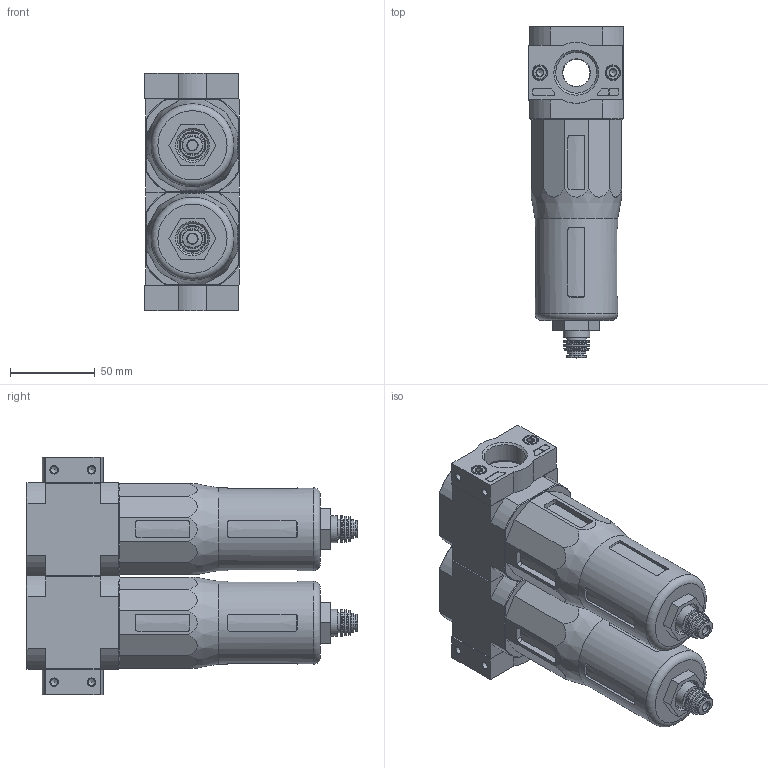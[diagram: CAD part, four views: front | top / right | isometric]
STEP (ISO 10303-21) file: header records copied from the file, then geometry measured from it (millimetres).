
FILE_DESCRIPTION(/* description */ ('STEP AP214'),/* implementation_level */ '2;1');
FILE_NAME(/* name */ '162671_LFMBA-3_4-D-MIDI-A',/* time_stamp */ '2024-09-03T16:50:03+02:00',/* author */ ('License CC BY-ND 4.0'),/* organization */ ('CADENAS'),/* preprocessor_version */ 'ST-DEVELOPER v19.3',/* originating_system */ 'PARTsolutions',/* authorisation */ ' ');
FILE_SCHEMA (('AUTOMOTIVE_DESIGN {1 0 10303 214 3 1 1}'));
Length unit declared in the file: millimetre
Products named in the file (9): 162671 LFMBA-3/4-D-MIDI-A; 380305 PBL-3/4-D-MIDI-L---(1) p1; DIN-912 - M5x18(F); 380307 PBL-3/4-D-MIDI-R---(0) p1; 126042 LFMB-D-MIDI-A; 526489 MS4-LFR-V; 369989 LF-D-MIDI; 126043 LFMA-D-MIDI-A; 351358 FRB-D-MIDI
Assembly tree (14 placements, depth 2):
  162671 LFMBA-3/4-D-MIDI-A
    380305 PBL-3/4-D-MIDI-L---(1) p1
    DIN-912 - M5x18(F)  x4
    380307 PBL-3/4-D-MIDI-R---(0) p1
    126042 LFMB-D-MIDI-A
    526489 MS4-LFR-V  x2
    369989 LF-D-MIDI  x2
    126043 LFMA-D-MIDI-A
    351358 FRB-D-MIDI  x2
Bounding box: 55.5 x 195.22 x 140 mm (x, y, z)
Volume: 812259.6 mm3; surface area: 113535 mm2
Topology: 14 solids, 14 shells, 683 faces, 1574 edges, 986 vertices
Faces by surface type: plane 321, cylinder 178, cone 132, torus 52
Full cylindrical faces by diameter (mm): 3.7 x2, 4.134 x10, 5 x6, 6 x2, 7 x2, 7.3 x4, 7.5 x2, 8.5 x4, 11 x2, 11.4 x2, 11.6 x2, 11.8 x2, 15.8 x2, 16 x2, 16.4 x2, 18 x2, 24.117 x2, 26.4 x2, 29.7 x1, 30.8 x2, 48.7 x2, 52 x2
Entity records: 17844 total; most frequent: CARTESIAN_POINT 3389, DIRECTION 2371, ORIENTED_EDGE 2284, EDGE_CURVE 1142, AXIS2_PLACEMENT_3D 905, VERTEX_POINT 803, FACE_BOUND 719, EDGE_LOOP 711
